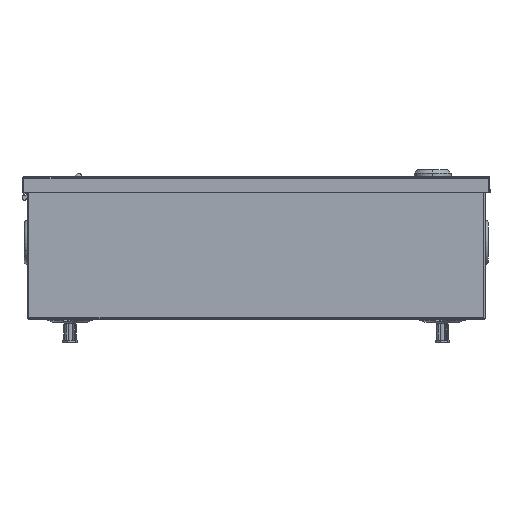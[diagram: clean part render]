
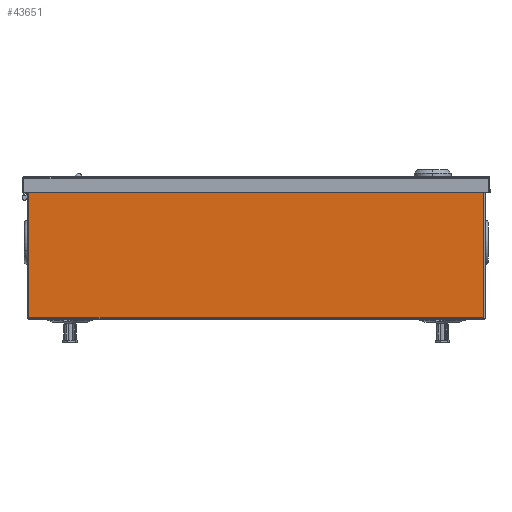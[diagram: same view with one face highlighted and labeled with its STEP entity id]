
A CAD part, front view. The second image highlights one B-rep face of the part: STEP entity #43651.
In plain terms, the highlighted planar face has unit normal (0, -1, 0).
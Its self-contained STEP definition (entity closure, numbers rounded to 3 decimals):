
#27448 = VERTEX_POINT ( 'NONE', #108380 ) ;
#27589 = ORIENTED_EDGE ( 'NONE', *, *, #168655, .T. ) ;
#31392 = VECTOR ( 'NONE', #189443, 1000. ) ;
#40272 = PLANE ( 'NONE',  #92965 ) ;
#40318 = CARTESIAN_POINT ( 'NONE',  ( -138.6, -194., 0.1 ) ) ;
#40784 = CARTESIAN_POINT ( 'NONE',  ( -138.6, -194., 0. ) ) ;
#43651 = ADVANCED_FACE ( 'NONE', ( #58574 ), #40272, .F. ) ;
#47637 = CARTESIAN_POINT ( 'NONE',  ( -138.6, -194., 83.3 ) ) ;
#58574 = FACE_OUTER_BOUND ( 'NONE', #138329, .T. ) ;
#62138 = DIRECTION ( 'NONE',  ( 0., 0., 1. ) ) ;
#75926 = EDGE_CURVE ( 'NONE', #169437, #192724, #210789, .T. ) ;
#83982 = ORIENTED_EDGE ( 'NONE', *, *, #210953, .T. ) ;
#88169 = LINE ( 'NONE', #161254, #117119 ) ;
#89317 = DIRECTION ( 'NONE',  ( 0., 0., 1. ) ) ;
#92965 = AXIS2_PLACEMENT_3D ( 'NONE', #114591, #96345, #62138 ) ;
#95073 = DIRECTION ( 'NONE',  ( -1., 0., 0. ) ) ;
#96345 = DIRECTION ( 'NONE',  ( 0., 1., 0. ) ) ;
#97463 = CARTESIAN_POINT ( 'NONE',  ( 138.6, -194., 83.3 ) ) ;
#103555 = CARTESIAN_POINT ( 'NONE',  ( -138.6, -194., 0.1 ) ) ;
#108380 = CARTESIAN_POINT ( 'NONE',  ( 138.6, -194., 83.3 ) ) ;
#114591 = CARTESIAN_POINT ( 'NONE',  ( 0., -194., 0. ) ) ;
#115746 = LINE ( 'NONE', #97463, #222946 ) ;
#117119 = VECTOR ( 'NONE', #89317, 1000. ) ;
#118103 = CARTESIAN_POINT ( 'NONE',  ( 138.6, -194., 0.1 ) ) ;
#123016 = EDGE_CURVE ( 'NONE', #169437, #27448, #88169, .T. ) ;
#125967 = ORIENTED_EDGE ( 'NONE', *, *, #75926, .F. ) ;
#138329 = EDGE_LOOP ( 'NONE', ( #83982, #27589, #125967, #147829 ) ) ;
#147829 = ORIENTED_EDGE ( 'NONE', *, *, #123016, .T. ) ;
#161254 = CARTESIAN_POINT ( 'NONE',  ( 138.6, -194., 0. ) ) ;
#168655 = EDGE_CURVE ( 'NONE', #206619, #192724, #207650, .T. ) ;
#169437 = VERTEX_POINT ( 'NONE', #118103 ) ;
#189443 = DIRECTION ( 'NONE',  ( 0., 0., -1. ) ) ;
#192724 = VERTEX_POINT ( 'NONE', #103555 ) ;
#206393 = VECTOR ( 'NONE', #230268, 1000. ) ;
#206619 = VERTEX_POINT ( 'NONE', #47637 ) ;
#207650 = LINE ( 'NONE', #40784, #31392 ) ;
#210789 = LINE ( 'NONE', #40318, #206393 ) ;
#210953 = EDGE_CURVE ( 'NONE', #27448, #206619, #115746, .T. ) ;
#222946 = VECTOR ( 'NONE', #95073, 1000. ) ;
#230268 = DIRECTION ( 'NONE',  ( -1., 0., 0. ) ) ;
